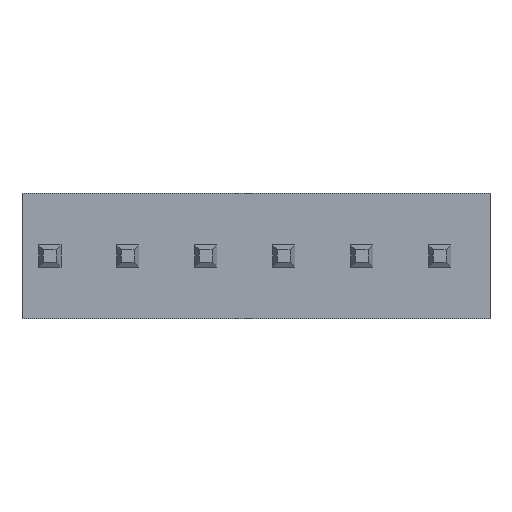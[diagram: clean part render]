
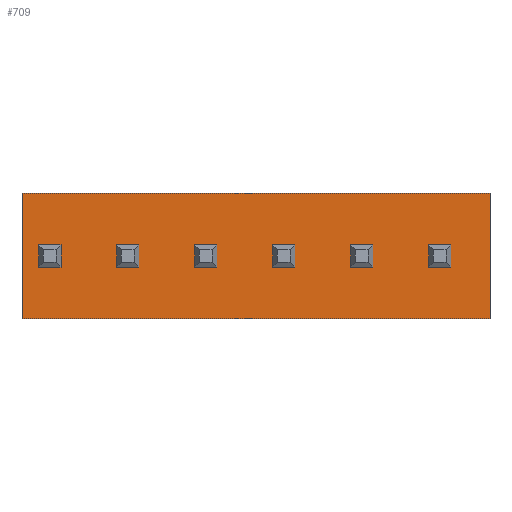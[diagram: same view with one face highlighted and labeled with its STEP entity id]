
A CAD part, front view. The second image highlights one B-rep face of the part: STEP entity #709.
In plain terms, the highlighted planar face has unit normal (0, -1, 0).
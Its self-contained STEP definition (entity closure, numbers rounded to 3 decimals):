
#308=CARTESIAN_POINT('',(-11.04,-1.6,0.57));
#309=VERTEX_POINT('',#308);
#316=CARTESIAN_POINT('',(-11.04,-1.6,-0.57));
#317=VERTEX_POINT('',#316);
#318=CARTESIAN_POINT('',(-11.04,-1.6,-0.57));
#319=DIRECTION('',(0.,0.,1.));
#320=VECTOR('',#319,1.14);
#321=LINE('',#318,#320);
#322=EDGE_CURVE('',#317,#309,#321,.T.);
#370=CARTESIAN_POINT('',(-9.9,-1.6,-0.57));
#371=VERTEX_POINT('',#370);
#378=CARTESIAN_POINT('',(-9.9,-1.6,0.57));
#379=VERTEX_POINT('',#378);
#380=CARTESIAN_POINT('',(-9.9,-1.6,0.57));
#381=DIRECTION('',(0.,0.,-1.));
#382=VECTOR('',#381,1.14);
#383=LINE('',#380,#382);
#384=EDGE_CURVE('',#379,#371,#383,.T.);
#433=CARTESIAN_POINT('',(-9.9,-1.6,-0.57));
#434=DIRECTION('',(-1.,0.,0.));
#435=VECTOR('',#434,1.14);
#436=LINE('',#433,#435);
#437=EDGE_CURVE('',#371,#317,#436,.T.);
#467=CARTESIAN_POINT('',(-11.04,-1.6,0.57));
#468=DIRECTION('',(1.,0.,0.));
#469=VECTOR('',#468,1.14);
#470=LINE('',#467,#469);
#471=EDGE_CURVE('',#309,#379,#470,.T.);
#494=CARTESIAN_POINT('',(0.,-1.6,0.));
#495=DIRECTION('',(1.,0.,0.));
#496=DIRECTION('',(0.,-1.,0.));
#497=AXIS2_PLACEMENT_3D('',#494,#496,#495);
#498=PLANE('',#497);
#499=CARTESIAN_POINT('',(-11.88,-1.6,-3.175));
#500=VERTEX_POINT('',#499);
#501=CARTESIAN_POINT('',(11.88,-1.6,-3.175));
#502=VERTEX_POINT('',#501);
#503=CARTESIAN_POINT('',(-11.88,-1.6,-3.175));
#504=DIRECTION('',(1.,0.,0.));
#505=VECTOR('',#504,23.76);
#506=LINE('',#503,#505);
#507=EDGE_CURVE('',#500,#502,#506,.T.);
#508=ORIENTED_EDGE('',*,*,#507,.T.);
#509=CARTESIAN_POINT('',(11.88,-1.6,3.175));
#510=VERTEX_POINT('',#509);
#511=CARTESIAN_POINT('',(11.88,-1.6,-3.175));
#512=DIRECTION('',(0.,0.,1.));
#513=VECTOR('',#512,6.35);
#514=LINE('',#511,#513);
#515=EDGE_CURVE('',#502,#510,#514,.T.);
#516=ORIENTED_EDGE('',*,*,#515,.T.);
#517=CARTESIAN_POINT('',(-11.88,-1.6,3.175));
#518=VERTEX_POINT('',#517);
#519=CARTESIAN_POINT('',(11.88,-1.6,3.175));
#520=DIRECTION('',(-1.,0.,0.));
#521=VECTOR('',#520,23.76);
#522=LINE('',#519,#521);
#523=EDGE_CURVE('',#510,#518,#522,.T.);
#524=ORIENTED_EDGE('',*,*,#523,.T.);
#525=CARTESIAN_POINT('',(-11.88,-1.6,3.175));
#526=DIRECTION('',(0.,0.,-1.));
#527=VECTOR('',#526,6.35);
#528=LINE('',#525,#527);
#529=EDGE_CURVE('',#518,#500,#528,.T.);
#530=ORIENTED_EDGE('',*,*,#529,.T.);
#531=EDGE_LOOP('',(#508,#516,#524,#530));
#532=FACE_OUTER_BOUND('',#531,.T.);
#533=ORIENTED_EDGE('',*,*,#471,.T.);
#534=ORIENTED_EDGE('',*,*,#384,.T.);
#535=ORIENTED_EDGE('',*,*,#437,.T.);
#536=ORIENTED_EDGE('',*,*,#322,.T.);
#537=EDGE_LOOP('',(#533,#534,#535,#536));
#538=FACE_BOUND('',#537,.T.);
#539=CARTESIAN_POINT('',(-7.08,-1.6,0.57));
#540=VERTEX_POINT('',#539);
#541=CARTESIAN_POINT('',(-5.94,-1.6,0.57));
#542=VERTEX_POINT('',#541);
#543=CARTESIAN_POINT('',(-7.08,-1.6,0.57));
#544=DIRECTION('',(1.,0.,0.));
#545=VECTOR('',#544,1.14);
#546=LINE('',#543,#545);
#547=EDGE_CURVE('',#540,#542,#546,.T.);
#548=ORIENTED_EDGE('',*,*,#547,.T.);
#549=CARTESIAN_POINT('',(-5.94,-1.6,-0.57));
#550=VERTEX_POINT('',#549);
#551=CARTESIAN_POINT('',(-5.94,-1.6,0.57));
#552=DIRECTION('',(0.,0.,-1.));
#553=VECTOR('',#552,1.14);
#554=LINE('',#551,#553);
#555=EDGE_CURVE('',#542,#550,#554,.T.);
#556=ORIENTED_EDGE('',*,*,#555,.T.);
#557=CARTESIAN_POINT('',(-7.08,-1.6,-0.57));
#558=VERTEX_POINT('',#557);
#559=CARTESIAN_POINT('',(-5.94,-1.6,-0.57));
#560=DIRECTION('',(-1.,0.,0.));
#561=VECTOR('',#560,1.14);
#562=LINE('',#559,#561);
#563=EDGE_CURVE('',#550,#558,#562,.T.);
#564=ORIENTED_EDGE('',*,*,#563,.T.);
#565=CARTESIAN_POINT('',(-7.08,-1.6,-0.57));
#566=DIRECTION('',(0.,0.,1.));
#567=VECTOR('',#566,1.14);
#568=LINE('',#565,#567);
#569=EDGE_CURVE('',#558,#540,#568,.T.);
#570=ORIENTED_EDGE('',*,*,#569,.T.);
#571=EDGE_LOOP('',(#548,#556,#564,#570));
#572=FACE_BOUND('',#571,.T.);
#573=CARTESIAN_POINT('',(-3.12,-1.6,0.57));
#574=VERTEX_POINT('',#573);
#575=CARTESIAN_POINT('',(-1.98,-1.6,0.57));
#576=VERTEX_POINT('',#575);
#577=CARTESIAN_POINT('',(-3.12,-1.6,0.57));
#578=DIRECTION('',(1.,0.,0.));
#579=VECTOR('',#578,1.14);
#580=LINE('',#577,#579);
#581=EDGE_CURVE('',#574,#576,#580,.T.);
#582=ORIENTED_EDGE('',*,*,#581,.T.);
#583=CARTESIAN_POINT('',(-1.98,-1.6,-0.57));
#584=VERTEX_POINT('',#583);
#585=CARTESIAN_POINT('',(-1.98,-1.6,0.57));
#586=DIRECTION('',(0.,0.,-1.));
#587=VECTOR('',#586,1.14);
#588=LINE('',#585,#587);
#589=EDGE_CURVE('',#576,#584,#588,.T.);
#590=ORIENTED_EDGE('',*,*,#589,.T.);
#591=CARTESIAN_POINT('',(-3.12,-1.6,-0.57));
#592=VERTEX_POINT('',#591);
#593=CARTESIAN_POINT('',(-1.98,-1.6,-0.57));
#594=DIRECTION('',(-1.,0.,0.));
#595=VECTOR('',#594,1.14);
#596=LINE('',#593,#595);
#597=EDGE_CURVE('',#584,#592,#596,.T.);
#598=ORIENTED_EDGE('',*,*,#597,.T.);
#599=CARTESIAN_POINT('',(-3.12,-1.6,-0.57));
#600=DIRECTION('',(0.,0.,1.));
#601=VECTOR('',#600,1.14);
#602=LINE('',#599,#601);
#603=EDGE_CURVE('',#592,#574,#602,.T.);
#604=ORIENTED_EDGE('',*,*,#603,.T.);
#605=EDGE_LOOP('',(#582,#590,#598,#604));
#606=FACE_BOUND('',#605,.T.);
#607=CARTESIAN_POINT('',(0.84,-1.6,0.57));
#608=VERTEX_POINT('',#607);
#609=CARTESIAN_POINT('',(1.98,-1.6,0.57));
#610=VERTEX_POINT('',#609);
#611=CARTESIAN_POINT('',(0.84,-1.6,0.57));
#612=DIRECTION('',(1.,0.,0.));
#613=VECTOR('',#612,1.14);
#614=LINE('',#611,#613);
#615=EDGE_CURVE('',#608,#610,#614,.T.);
#616=ORIENTED_EDGE('',*,*,#615,.T.);
#617=CARTESIAN_POINT('',(1.98,-1.6,-0.57));
#618=VERTEX_POINT('',#617);
#619=CARTESIAN_POINT('',(1.98,-1.6,0.57));
#620=DIRECTION('',(0.,0.,-1.));
#621=VECTOR('',#620,1.14);
#622=LINE('',#619,#621);
#623=EDGE_CURVE('',#610,#618,#622,.T.);
#624=ORIENTED_EDGE('',*,*,#623,.T.);
#625=CARTESIAN_POINT('',(0.84,-1.6,-0.57));
#626=VERTEX_POINT('',#625);
#627=CARTESIAN_POINT('',(1.98,-1.6,-0.57));
#628=DIRECTION('',(-1.,0.,0.));
#629=VECTOR('',#628,1.14);
#630=LINE('',#627,#629);
#631=EDGE_CURVE('',#618,#626,#630,.T.);
#632=ORIENTED_EDGE('',*,*,#631,.T.);
#633=CARTESIAN_POINT('',(0.84,-1.6,-0.57));
#634=DIRECTION('',(0.,0.,1.));
#635=VECTOR('',#634,1.14);
#636=LINE('',#633,#635);
#637=EDGE_CURVE('',#626,#608,#636,.T.);
#638=ORIENTED_EDGE('',*,*,#637,.T.);
#639=EDGE_LOOP('',(#616,#624,#632,#638));
#640=FACE_BOUND('',#639,.T.);
#641=CARTESIAN_POINT('',(4.8,-1.6,0.57));
#642=VERTEX_POINT('',#641);
#643=CARTESIAN_POINT('',(5.94,-1.6,0.57));
#644=VERTEX_POINT('',#643);
#645=CARTESIAN_POINT('',(4.8,-1.6,0.57));
#646=DIRECTION('',(1.,0.,0.));
#647=VECTOR('',#646,1.14);
#648=LINE('',#645,#647);
#649=EDGE_CURVE('',#642,#644,#648,.T.);
#650=ORIENTED_EDGE('',*,*,#649,.T.);
#651=CARTESIAN_POINT('',(5.94,-1.6,-0.57));
#652=VERTEX_POINT('',#651);
#653=CARTESIAN_POINT('',(5.94,-1.6,0.57));
#654=DIRECTION('',(0.,0.,-1.));
#655=VECTOR('',#654,1.14);
#656=LINE('',#653,#655);
#657=EDGE_CURVE('',#644,#652,#656,.T.);
#658=ORIENTED_EDGE('',*,*,#657,.T.);
#659=CARTESIAN_POINT('',(4.8,-1.6,-0.57));
#660=VERTEX_POINT('',#659);
#661=CARTESIAN_POINT('',(5.94,-1.6,-0.57));
#662=DIRECTION('',(-1.,0.,0.));
#663=VECTOR('',#662,1.14);
#664=LINE('',#661,#663);
#665=EDGE_CURVE('',#652,#660,#664,.T.);
#666=ORIENTED_EDGE('',*,*,#665,.T.);
#667=CARTESIAN_POINT('',(4.8,-1.6,-0.57));
#668=DIRECTION('',(0.,0.,1.));
#669=VECTOR('',#668,1.14);
#670=LINE('',#667,#669);
#671=EDGE_CURVE('',#660,#642,#670,.T.);
#672=ORIENTED_EDGE('',*,*,#671,.T.);
#673=EDGE_LOOP('',(#650,#658,#666,#672));
#674=FACE_BOUND('',#673,.T.);
#675=CARTESIAN_POINT('',(8.76,-1.6,0.57));
#676=VERTEX_POINT('',#675);
#677=CARTESIAN_POINT('',(9.9,-1.6,0.57));
#678=VERTEX_POINT('',#677);
#679=CARTESIAN_POINT('',(8.76,-1.6,0.57));
#680=DIRECTION('',(1.,0.,0.));
#681=VECTOR('',#680,1.14);
#682=LINE('',#679,#681);
#683=EDGE_CURVE('',#676,#678,#682,.T.);
#684=ORIENTED_EDGE('',*,*,#683,.T.);
#685=CARTESIAN_POINT('',(9.9,-1.6,-0.57));
#686=VERTEX_POINT('',#685);
#687=CARTESIAN_POINT('',(9.9,-1.6,0.57));
#688=DIRECTION('',(0.,0.,-1.));
#689=VECTOR('',#688,1.14);
#690=LINE('',#687,#689);
#691=EDGE_CURVE('',#678,#686,#690,.T.);
#692=ORIENTED_EDGE('',*,*,#691,.T.);
#693=CARTESIAN_POINT('',(8.76,-1.6,-0.57));
#694=VERTEX_POINT('',#693);
#695=CARTESIAN_POINT('',(9.9,-1.6,-0.57));
#696=DIRECTION('',(-1.,0.,0.));
#697=VECTOR('',#696,1.14);
#698=LINE('',#695,#697);
#699=EDGE_CURVE('',#686,#694,#698,.T.);
#700=ORIENTED_EDGE('',*,*,#699,.T.);
#701=CARTESIAN_POINT('',(8.76,-1.6,-0.57));
#702=DIRECTION('',(0.,0.,1.));
#703=VECTOR('',#702,1.14);
#704=LINE('',#701,#703);
#705=EDGE_CURVE('',#694,#676,#704,.T.);
#706=ORIENTED_EDGE('',*,*,#705,.T.);
#707=EDGE_LOOP('',(#684,#692,#700,#706));
#708=FACE_BOUND('',#707,.T.);
#709=ADVANCED_FACE('',(#532,#538,#572,#606,#640,#674,#708),#498,.T.);
